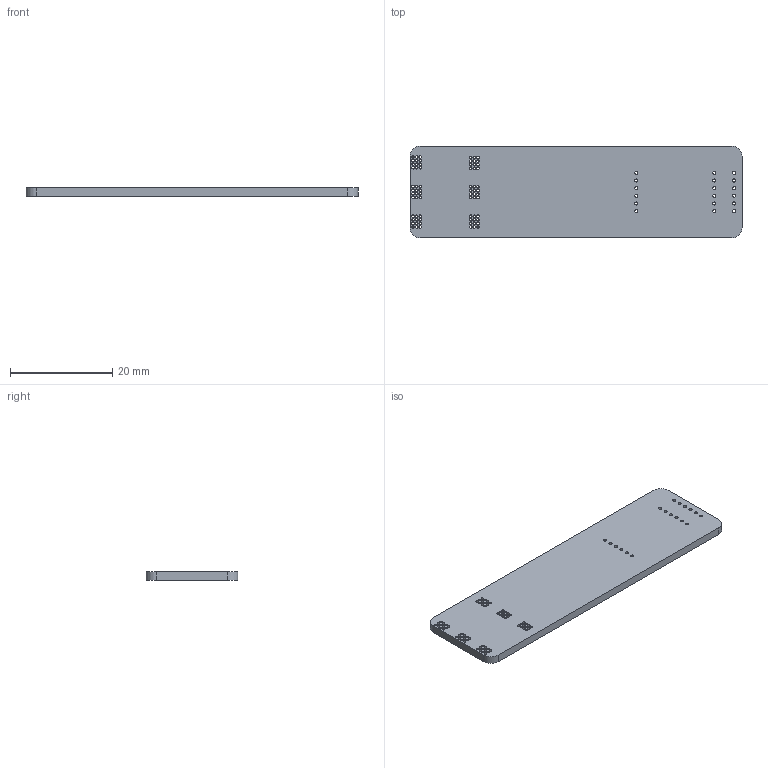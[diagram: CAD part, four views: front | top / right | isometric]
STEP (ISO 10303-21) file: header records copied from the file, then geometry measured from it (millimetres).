
FILE_DESCRIPTION(('KiCad electronic assembly'),'2;1');
FILE_NAME('TFESC01.step','2022-12-15T23:45:38',('Pcbnew'),('Kicad'), 'Open CASCADE STEP processor 7.5','KiCad to STEP converter','Unknown' );
FILE_SCHEMA(('AUTOMOTIVE_DESIGN { 1 0 10303 214 1 1 1 1 }'));
Length unit declared in the file: millimetre
Products named in the file (2): TFESC01 1; TFESC01 PCB
Assembly tree (1 placements, depth 2):
  TFESC01 1
    TFESC01 PCB
Bounding box: 65 x 18 x 1.6 mm (x, y, z)
Volume: 1835.7 mm3; surface area: 2790 mm2
Topology: 1 solids, 1 shells, 100 faces, 294 edges, 196 vertices
Faces by surface type: cylinder 94, plane 6
Full cylindrical faces by diameter (mm): 0.5 x72, 0.6 x18
Entity records: 7675 total; most frequent: DIRECTION 1274, CARTESIAN_POINT 1180, ORIENTED_EDGE 588, PCURVE 588, DEFINITIONAL_REPRESENTATION 588, LINE 506, VECTOR 506, CIRCLE 376
